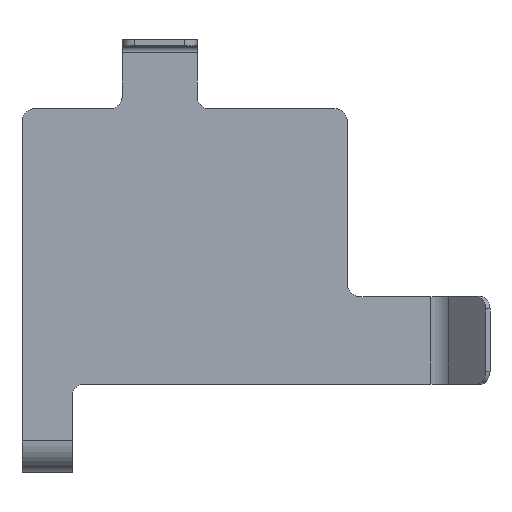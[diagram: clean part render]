
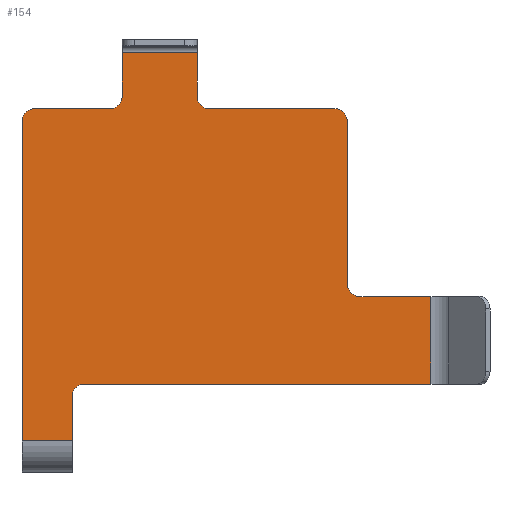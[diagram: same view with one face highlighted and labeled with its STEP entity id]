
A CAD part, top view. The second image highlights one B-rep face of the part: STEP entity #154.
In plain terms, the highlighted planar face has unit normal (0, 0, 1).
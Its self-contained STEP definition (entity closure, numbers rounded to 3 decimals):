
#32 = VERTEX_POINT('',#33);
#33 = CARTESIAN_POINT('',(-14.,-21.34,-0.));
#40 = EDGE_CURVE('',#41,#32,#43,.T.);
#41 = VERTEX_POINT('',#42);
#42 = CARTESIAN_POINT('',(-22.,-21.34,0.));
#43 = LINE('',#44,#45);
#44 = CARTESIAN_POINT('',(-22.,-21.34,0.));
#45 = VECTOR('',#46,1.);
#46 = DIRECTION('',(1.,0.,0.));
#154 = ADVANCED_FACE('',(#155),#306,.T.);
#155 = FACE_BOUND('',#156,.T.);
#156 = EDGE_LOOP('',(#157,#165,#166,#174,#183,#191,#199,#207,#216,#224,
    #233,#241,#250,#258,#266,#274,#283,#291,#300));
#157 = ORIENTED_EDGE('',*,*,#158,.F.);
#158 = EDGE_CURVE('',#41,#159,#161,.T.);
#159 = VERTEX_POINT('',#160);
#160 = CARTESIAN_POINT('',(-22.,1.732,0.));
#161 = LINE('',#162,#163);
#162 = CARTESIAN_POINT('',(-22.,-46.268,0.));
#163 = VECTOR('',#164,1.);
#164 = DIRECTION('',(0.,1.,0.));
#165 = ORIENTED_EDGE('',*,*,#40,.T.);
#166 = ORIENTED_EDGE('',*,*,#167,.F.);
#167 = EDGE_CURVE('',#168,#32,#170,.T.);
#168 = VERTEX_POINT('',#169);
#169 = CARTESIAN_POINT('',(-14.,-14.268,0.));
#170 = LINE('',#171,#172);
#171 = CARTESIAN_POINT('',(-14.,-14.268,0.));
#172 = VECTOR('',#173,1.);
#173 = DIRECTION('',(0.,-1.,0.));
#174 = ORIENTED_EDGE('',*,*,#175,.F.);
#175 = EDGE_CURVE('',#176,#168,#178,.T.);
#176 = VERTEX_POINT('',#177);
#177 = CARTESIAN_POINT('',(-12.,-12.268,0.));
#178 = CIRCLE('',#179,2.);
#179 = AXIS2_PLACEMENT_3D('',#180,#181,#182);
#180 = CARTESIAN_POINT('',(-12.,-14.268,0.));
#181 = DIRECTION('',(0.,0.,1.));
#182 = DIRECTION('',(1.,0.,0.));
#183 = ORIENTED_EDGE('',*,*,#184,.F.);
#184 = EDGE_CURVE('',#185,#176,#187,.T.);
#185 = VERTEX_POINT('',#186);
#186 = CARTESIAN_POINT('',(43.343,-12.268,0.));
#187 = LINE('',#188,#189);
#188 = CARTESIAN_POINT('',(53.,-12.268,0.));
#189 = VECTOR('',#190,1.);
#190 = DIRECTION('',(-1.,0.,0.));
#191 = ORIENTED_EDGE('',*,*,#192,.F.);
#192 = EDGE_CURVE('',#193,#185,#195,.T.);
#193 = VERTEX_POINT('',#194);
#194 = CARTESIAN_POINT('',(43.343,1.732,0.));
#195 = LINE('',#196,#197);
#196 = CARTESIAN_POINT('',(43.343,1.732,0.));
#197 = VECTOR('',#198,1.);
#198 = DIRECTION('',(0.,-1.,0.));
#199 = ORIENTED_EDGE('',*,*,#200,.F.);
#200 = EDGE_CURVE('',#201,#193,#203,.T.);
#201 = VERTEX_POINT('',#202);
#202 = CARTESIAN_POINT('',(32.,1.732,0.));
#203 = LINE('',#204,#205);
#204 = CARTESIAN_POINT('',(32.,1.732,0.));
#205 = VECTOR('',#206,1.);
#206 = DIRECTION('',(1.,0.,0.));
#207 = ORIENTED_EDGE('',*,*,#208,.F.);
#208 = EDGE_CURVE('',#209,#201,#211,.T.);
#209 = VERTEX_POINT('',#210);
#210 = CARTESIAN_POINT('',(30.,3.732,0.));
#211 = CIRCLE('',#212,2.);
#212 = AXIS2_PLACEMENT_3D('',#213,#214,#215);
#213 = CARTESIAN_POINT('',(32.,3.732,0.));
#214 = DIRECTION('',(0.,0.,1.));
#215 = DIRECTION('',(1.,0.,0.));
#216 = ORIENTED_EDGE('',*,*,#217,.F.);
#217 = EDGE_CURVE('',#218,#209,#220,.T.);
#218 = VERTEX_POINT('',#219);
#219 = CARTESIAN_POINT('',(30.,29.732,0.));
#220 = LINE('',#221,#222);
#221 = CARTESIAN_POINT('',(30.,29.732,0.));
#222 = VECTOR('',#223,1.);
#223 = DIRECTION('',(0.,-1.,0.));
#224 = ORIENTED_EDGE('',*,*,#225,.T.);
#225 = EDGE_CURVE('',#218,#226,#228,.T.);
#226 = VERTEX_POINT('',#227);
#227 = CARTESIAN_POINT('',(28.,31.732,0.));
#228 = CIRCLE('',#229,2.);
#229 = AXIS2_PLACEMENT_3D('',#230,#231,#232);
#230 = CARTESIAN_POINT('',(28.,29.732,0.));
#231 = DIRECTION('',(0.,0.,1.));
#232 = DIRECTION('',(1.,0.,0.));
#233 = ORIENTED_EDGE('',*,*,#234,.F.);
#234 = EDGE_CURVE('',#235,#226,#237,.T.);
#235 = VERTEX_POINT('',#236);
#236 = CARTESIAN_POINT('',(8.,31.732,0.));
#237 = LINE('',#238,#239);
#238 = CARTESIAN_POINT('',(8.,31.732,0.));
#239 = VECTOR('',#240,1.);
#240 = DIRECTION('',(1.,0.,0.));
#241 = ORIENTED_EDGE('',*,*,#242,.F.);
#242 = EDGE_CURVE('',#243,#235,#245,.T.);
#243 = VERTEX_POINT('',#244);
#244 = CARTESIAN_POINT('',(6.,33.732,0.));
#245 = CIRCLE('',#246,2.);
#246 = AXIS2_PLACEMENT_3D('',#247,#248,#249);
#247 = CARTESIAN_POINT('',(8.,33.732,0.));
#248 = DIRECTION('',(0.,0.,1.));
#249 = DIRECTION('',(1.,0.,0.));
#250 = ORIENTED_EDGE('',*,*,#251,.F.);
#251 = EDGE_CURVE('',#252,#243,#254,.T.);
#252 = VERTEX_POINT('',#253);
#253 = CARTESIAN_POINT('',(6.,40.732,0.));
#254 = LINE('',#255,#256);
#255 = CARTESIAN_POINT('',(6.,59.732,0.));
#256 = VECTOR('',#257,1.);
#257 = DIRECTION('',(0.,-1.,0.));
#258 = ORIENTED_EDGE('',*,*,#259,.T.);
#259 = EDGE_CURVE('',#252,#260,#262,.T.);
#260 = VERTEX_POINT('',#261);
#261 = CARTESIAN_POINT('',(-6.,40.732,0.));
#262 = LINE('',#263,#264);
#263 = CARTESIAN_POINT('',(6.,40.732,0.));
#264 = VECTOR('',#265,1.);
#265 = DIRECTION('',(-1.,0.,0.));
#266 = ORIENTED_EDGE('',*,*,#267,.F.);
#267 = EDGE_CURVE('',#268,#260,#270,.T.);
#268 = VERTEX_POINT('',#269);
#269 = CARTESIAN_POINT('',(-6.,33.732,0.));
#270 = LINE('',#271,#272);
#271 = CARTESIAN_POINT('',(-6.,33.732,0.));
#272 = VECTOR('',#273,1.);
#273 = DIRECTION('',(0.,1.,0.));
#274 = ORIENTED_EDGE('',*,*,#275,.F.);
#275 = EDGE_CURVE('',#276,#268,#278,.T.);
#276 = VERTEX_POINT('',#277);
#277 = CARTESIAN_POINT('',(-8.,31.732,0.));
#278 = CIRCLE('',#279,2.);
#279 = AXIS2_PLACEMENT_3D('',#280,#281,#282);
#280 = CARTESIAN_POINT('',(-8.,33.732,0.));
#281 = DIRECTION('',(0.,0.,1.));
#282 = DIRECTION('',(1.,0.,0.));
#283 = ORIENTED_EDGE('',*,*,#284,.F.);
#284 = EDGE_CURVE('',#285,#276,#287,.T.);
#285 = VERTEX_POINT('',#286);
#286 = CARTESIAN_POINT('',(-20.,31.732,0.));
#287 = LINE('',#288,#289);
#288 = CARTESIAN_POINT('',(-20.,31.732,0.));
#289 = VECTOR('',#290,1.);
#290 = DIRECTION('',(1.,0.,0.));
#291 = ORIENTED_EDGE('',*,*,#292,.T.);
#292 = EDGE_CURVE('',#285,#293,#295,.T.);
#293 = VERTEX_POINT('',#294);
#294 = CARTESIAN_POINT('',(-22.,29.732,0.));
#295 = CIRCLE('',#296,2.);
#296 = AXIS2_PLACEMENT_3D('',#297,#298,#299);
#297 = CARTESIAN_POINT('',(-20.,29.732,0.));
#298 = DIRECTION('',(0.,0.,1.));
#299 = DIRECTION('',(1.,0.,0.));
#300 = ORIENTED_EDGE('',*,*,#301,.F.);
#301 = EDGE_CURVE('',#159,#293,#302,.T.);
#302 = LINE('',#303,#304);
#303 = CARTESIAN_POINT('',(-22.,1.732,0.));
#304 = VECTOR('',#305,1.);
#305 = DIRECTION('',(0.,1.,0.));
#306 = PLANE('',#307);
#307 = AXIS2_PLACEMENT_3D('',#308,#309,#310);
#308 = CARTESIAN_POINT('',(5.118,6.009,0.));
#309 = DIRECTION('',(0.,0.,1.));
#310 = DIRECTION('',(1.,0.,0.));
